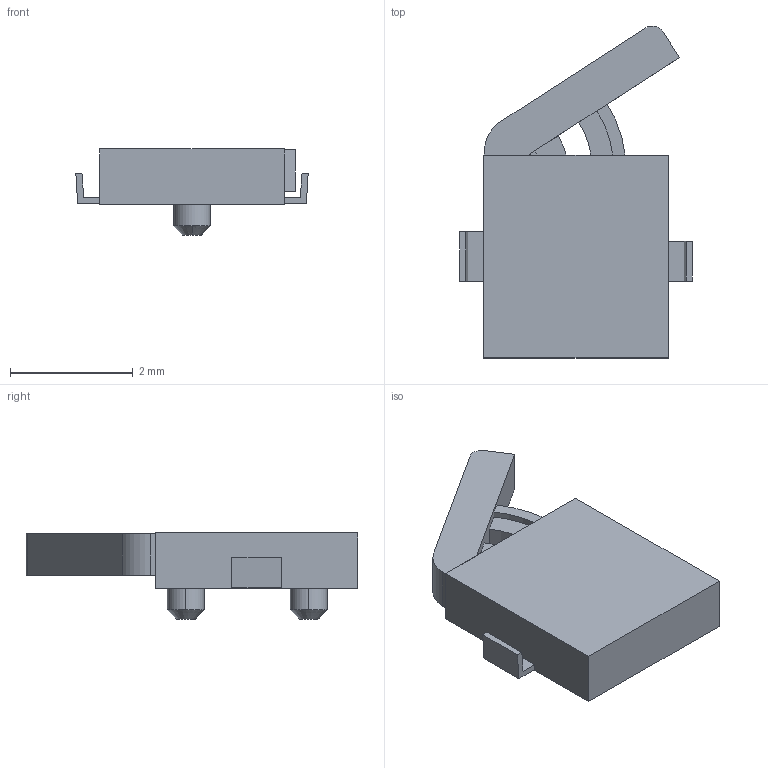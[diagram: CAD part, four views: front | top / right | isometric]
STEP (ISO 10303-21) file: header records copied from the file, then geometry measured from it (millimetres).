
FILE_DESCRIPTION(('STEP AP214'),'1');
FILE_NAME('d3sh-a1r.stp','2016-06-22T09:51:57',('TraceParts'),('TraceParts S.A.'),'Spatial InterOp 3D',' ',' ');
FILE_SCHEMA(('automotive_design'));
Length unit declared in the file: millimetre
Products named in the file (1): 1
Bounding box: 3.78 x 5.4 x 1.4 mm (x, y, z)
Volume: 11.1 mm3; surface area: 45.1 mm2
Topology: 1 solids, 1 shells, 55 faces, 144 edges, 96 vertices
Faces by surface type: plane 36, cylinder 15, cone 4
Entity records: 2156 total; most frequent: CARTESIAN_POINT 296, DIRECTION 294, ORIENTED_EDGE 288, EDGE_CURVE 144, LINE 106, VECTOR 106, VERTEX_POINT 96, AXIS2_PLACEMENT_3D 94
